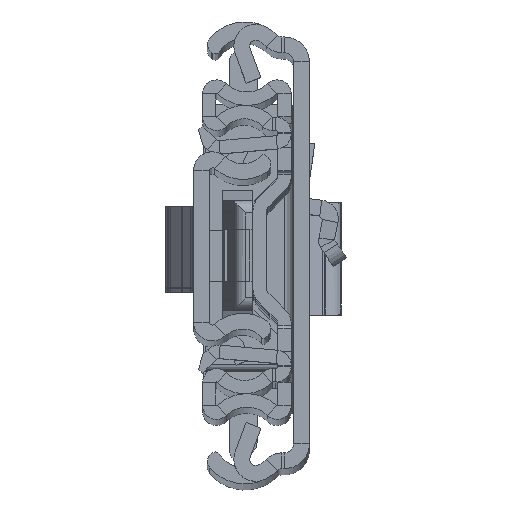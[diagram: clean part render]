
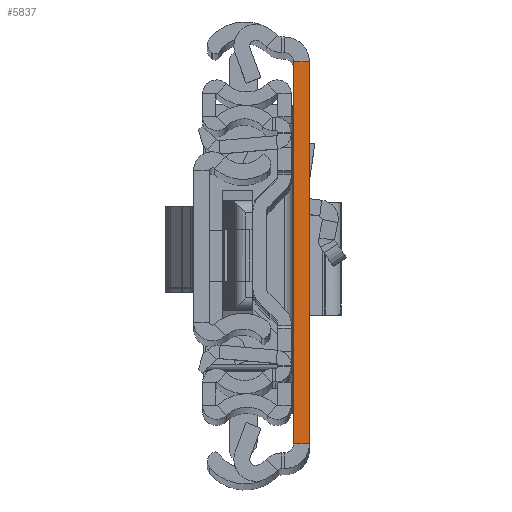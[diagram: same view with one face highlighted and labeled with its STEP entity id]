
A CAD part, top view. The second image highlights one B-rep face of the part: STEP entity #5837.
In plain terms, the highlighted planar face has unit normal (0, 0, 1).
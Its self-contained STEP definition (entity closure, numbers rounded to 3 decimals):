
#637 = AXIS2_PLACEMENT_3D ( 'NONE', #13575, #10615, #6480 ) ;
#1509 = ORIENTED_EDGE ( 'NONE', *, *, #7160, .T. ) ;
#1659 = VERTEX_POINT ( 'NONE', #12857 ) ;
#1877 = VERTEX_POINT ( 'NONE', #15596 ) ;
#2111 = VECTOR ( 'NONE', #14039, 1000. ) ;
#3353 = LINE ( 'NONE', #6042, #12577 ) ;
#4723 = VERTEX_POINT ( 'NONE', #5260 ) ;
#4911 = DIRECTION ( 'NONE',  ( 0., 1., 0. ) ) ;
#5074 = ORIENTED_EDGE ( 'NONE', *, *, #13458, .T. ) ;
#5260 = CARTESIAN_POINT ( 'NONE',  ( 2.6, -31.5, 0. ) ) ;
#5709 = CARTESIAN_POINT ( 'NONE',  ( 2.6, 31.5, 0. ) ) ;
#5837 = ADVANCED_FACE ( 'NONE', ( #12030 ), #6389, .F. ) ;
#6042 = CARTESIAN_POINT ( 'NONE',  ( 0., -31.5, 0. ) ) ;
#6389 = PLANE ( 'NONE',  #637 ) ;
#6480 = DIRECTION ( 'NONE',  ( 0., 1., 0. ) ) ;
#7160 = EDGE_CURVE ( 'NONE', #1877, #4723, #7718, .T. ) ;
#7718 = LINE ( 'NONE', #13693, #13716 ) ;
#8323 = CARTESIAN_POINT ( 'NONE',  ( 0., 31.5, 0. ) ) ;
#8910 = EDGE_LOOP ( 'NONE', ( #9294, #14614, #1509, #5074 ) ) ;
#9294 = ORIENTED_EDGE ( 'NONE', *, *, #16428, .F. ) ;
#9678 = VECTOR ( 'NONE', #9853, 1000. ) ;
#9853 = DIRECTION ( 'NONE',  ( 0., 1., 0. ) ) ;
#9863 = LINE ( 'NONE', #5709, #2111 ) ;
#10615 = DIRECTION ( 'NONE',  ( 0., 0., -1. ) ) ;
#10635 = DIRECTION ( 'NONE',  ( 1., 0., 0. ) ) ;
#11777 = VERTEX_POINT ( 'NONE', #8323 ) ;
#12030 = FACE_OUTER_BOUND ( 'NONE', #8910, .T. ) ;
#12577 = VECTOR ( 'NONE', #4911, 1000. ) ;
#12857 = CARTESIAN_POINT ( 'NONE',  ( 2.6, 31.5, 0. ) ) ;
#13458 = EDGE_CURVE ( 'NONE', #4723, #1659, #16846, .T. ) ;
#13575 = CARTESIAN_POINT ( 'NONE',  ( 2.6, -31.5, 0. ) ) ;
#13693 = CARTESIAN_POINT ( 'NONE',  ( 2.6, -31.5, 0. ) ) ;
#13716 = VECTOR ( 'NONE', #10635, 1000. ) ;
#14039 = DIRECTION ( 'NONE',  ( 1., 0., 0. ) ) ;
#14437 = EDGE_CURVE ( 'NONE', #1877, #11777, #3353, .T. ) ;
#14614 = ORIENTED_EDGE ( 'NONE', *, *, #14437, .F. ) ;
#15596 = CARTESIAN_POINT ( 'NONE',  ( 0., -31.5, 0. ) ) ;
#16428 = EDGE_CURVE ( 'NONE', #11777, #1659, #9863, .T. ) ;
#16846 = LINE ( 'NONE', #18101, #9678 ) ;
#18101 = CARTESIAN_POINT ( 'NONE',  ( 2.6, -31.5, 0. ) ) ;
